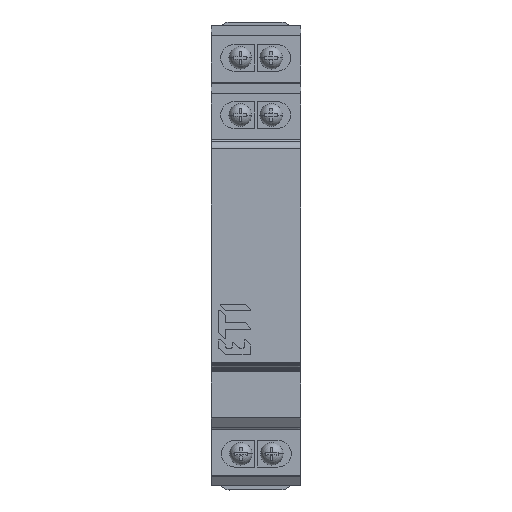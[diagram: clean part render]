
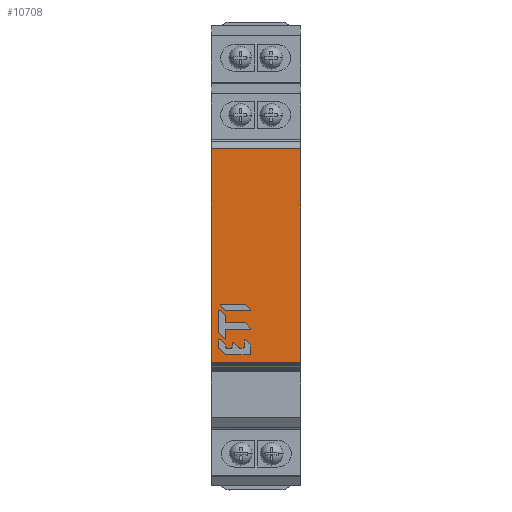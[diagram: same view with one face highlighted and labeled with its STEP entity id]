
A CAD part, top view. The second image highlights one B-rep face of the part: STEP entity #10708.
In plain terms, the highlighted planar face has unit normal (0, 0, 1).
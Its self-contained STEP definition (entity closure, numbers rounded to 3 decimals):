
#10190=DIRECTION('',(0.,-1.,0.));
#10191=VECTOR('',#10190,17.5);
#10192=CARTESIAN_POINT('',(139.529,78.439,81.));
#10193=LINE('',#10192,#10191);
#10253=CARTESIAN_POINT('',(139.531,60.939,81.));
#10315=DIRECTION('',(1.,0.,0.));
#10316=VECTOR('',#10315,41.7);
#10317=CARTESIAN_POINT('',(97.831,60.935,81.));
#10318=LINE('',#10317,#10316);
#10322=DIRECTION('',(0.,-1.,0.));
#10323=VECTOR('',#10322,17.5);
#10324=CARTESIAN_POINT('',(97.829,78.435,81.));
#10325=LINE('',#10324,#10323);
#10329=DIRECTION('',(-1.,0.,0.));
#10330=VECTOR('',#10329,41.7);
#10331=CARTESIAN_POINT('',(139.529,78.439,81.));
#10332=LINE('',#10331,#10330);
#10525=VERTEX_POINT('',#10253);
#10526=CARTESIAN_POINT('',(97.831,60.935,81.));
#10527=VERTEX_POINT('',#10526);
#10530=CARTESIAN_POINT('',(139.529,78.439,81.));
#10531=VERTEX_POINT('',#10530);
#10533=CARTESIAN_POINT('',(97.829,78.435,81.));
#10534=VERTEX_POINT('',#10533);
#10696=CARTESIAN_POINT('',(97.831,60.935,81.));
#10697=DIRECTION('',(0.,0.,1.));
#10698=DIRECTION('',(1.,0.,0.));
#10699=AXIS2_PLACEMENT_3D('',#10696,#10697,#10698);
#10700=PLANE('',#10699);
#10701=ORIENTED_EDGE('',*,*,#10623,.F.);
#10703=ORIENTED_EDGE('',*,*,#10702,.F.);
#10704=ORIENTED_EDGE('',*,*,#10664,.F.);
#10705=ORIENTED_EDGE('',*,*,#10580,.T.);
#10706=EDGE_LOOP('',(#10701,#10703,#10704,#10705));
#10707=FACE_OUTER_BOUND('',#10706,.F.);
#10580=EDGE_CURVE('',#10531,#10525,#10193,.T.);
#10623=EDGE_CURVE('',#10527,#10525,#10318,.T.);
#10664=EDGE_CURVE('',#10531,#10534,#10332,.T.);
#10702=EDGE_CURVE('',#10534,#10527,#10325,.T.);
#10708=ADVANCED_FACE('',(#10707),#10700,.T.);
